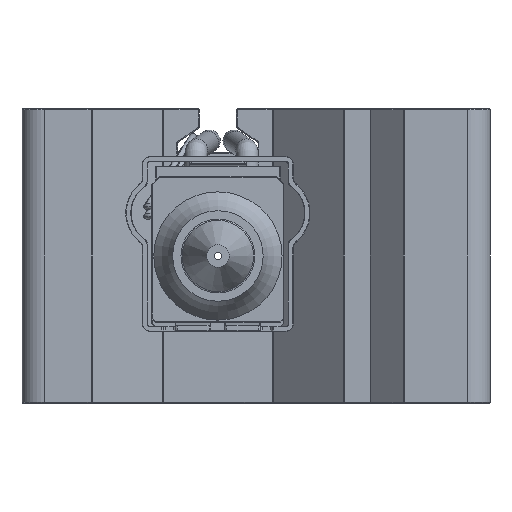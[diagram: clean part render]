
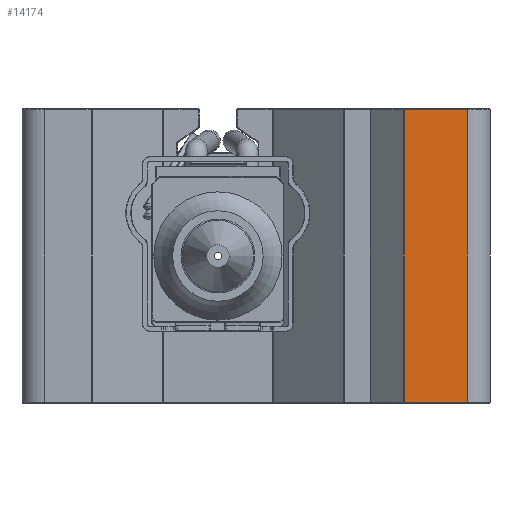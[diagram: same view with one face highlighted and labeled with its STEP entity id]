
A CAD part, front view. The second image highlights one B-rep face of the part: STEP entity #14174.
In plain terms, the highlighted planar face has unit normal (0, -1, 0).
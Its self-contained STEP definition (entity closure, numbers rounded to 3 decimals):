
#296=PLANE('',#15211);
#987=FACE_OUTER_BOUND('',#1926,.T.);
#1926=EDGE_LOOP('',(#9844,#9845,#9846,#9847));
#2938=LINE('',#21847,#4270);
#2939=LINE('',#21849,#4271);
#2940=LINE('',#21851,#4272);
#2941=LINE('',#21852,#4273);
#4270=VECTOR('',#17060,1000.);
#4271=VECTOR('',#17061,1000.);
#4272=VECTOR('',#17062,1000.);
#4273=VECTOR('',#17063,1000.);
#6392=VERTEX_POINT('',#21845);
#6393=VERTEX_POINT('',#21846);
#6394=VERTEX_POINT('',#21848);
#6395=VERTEX_POINT('',#21850);
#7661=EDGE_CURVE('',#6392,#6393,#2938,.T.);
#7662=EDGE_CURVE('',#6393,#6394,#2939,.T.);
#7663=EDGE_CURVE('',#6394,#6395,#2940,.T.);
#7664=EDGE_CURVE('',#6395,#6392,#2941,.T.);
#9844=ORIENTED_EDGE('',*,*,#7661,.T.);
#9845=ORIENTED_EDGE('',*,*,#7662,.T.);
#9846=ORIENTED_EDGE('',*,*,#7663,.T.);
#9847=ORIENTED_EDGE('',*,*,#7664,.T.);
#14174=ADVANCED_FACE('',(#987),#296,.F.);
#15211=AXIS2_PLACEMENT_3D('',#21844,#17058,#17059);
#17058=DIRECTION('center_axis',(0.,1.,0.));
#17059=DIRECTION('ref_axis',(-1.,0.,0.));
#17060=DIRECTION('',(0.,0.,1.));
#17061=DIRECTION('',(-1.,0.,0.));
#17062=DIRECTION('',(0.,0.,-1.));
#17063=DIRECTION('',(1.,0.,0.));
#21844=CARTESIAN_POINT('Origin',(9.844,-10.91,7.8));
#21845=CARTESIAN_POINT('',(13.225,-10.91,-7.75));
#21846=CARTESIAN_POINT('',(13.225,-10.91,7.75));
#21847=CARTESIAN_POINT('',(13.225,-10.91,7.8));
#21848=CARTESIAN_POINT('',(9.884,-10.91,7.75));
#21849=CARTESIAN_POINT('',(9.844,-10.91,7.75));
#21850=CARTESIAN_POINT('',(9.884,-10.91,-7.75));
#21851=CARTESIAN_POINT('',(9.884,-10.91,7.8));
#21852=CARTESIAN_POINT('',(13.225,-10.91,-7.75));
